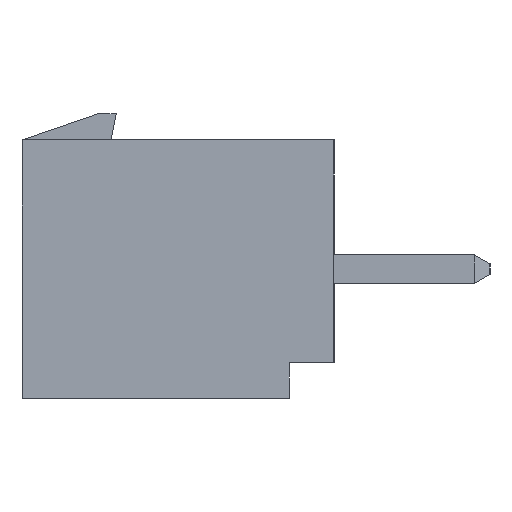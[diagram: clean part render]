
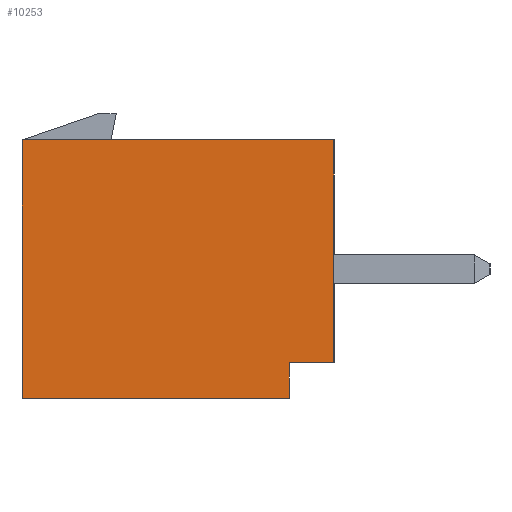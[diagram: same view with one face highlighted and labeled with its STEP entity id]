
A CAD part, left-side view. The second image highlights one B-rep face of the part: STEP entity #10253.
In plain terms, the highlighted planar face has unit normal (-1, 0, 0).
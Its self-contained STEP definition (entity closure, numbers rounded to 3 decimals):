
#30=DIRECTION('',(0.,0.,1.));
#31=VECTOR('',#30,5.);
#32=CARTESIAN_POINT('',(-18.7,0.,-2.1));
#33=LINE('',#32,#31);
#807=DIRECTION('',(0.,1.,0.));
#808=VECTOR('',#807,7.);
#809=CARTESIAN_POINT('',(-18.7,0.,2.9));
#810=LINE('',#809,#808);
#1059=DIRECTION('',(0.,0.,1.));
#1060=VECTOR('',#1059,5.8);
#1061=CARTESIAN_POINT('',(-18.7,7.,-2.9));
#1062=LINE('',#1061,#1060);
#2760=DIRECTION('',(0.,0.,-1.));
#2761=VECTOR('',#2760,0.8);
#2762=CARTESIAN_POINT('',(-18.7,1.,-2.1));
#2763=LINE('',#2762,#2761);
#2767=DIRECTION('',(0.,1.,0.));
#2768=VECTOR('',#2767,6.);
#2769=CARTESIAN_POINT('',(-18.7,1.,-2.9));
#2770=LINE('',#2769,#2768);
#2774=DIRECTION('',(0.,1.,0.));
#2775=VECTOR('',#2774,1.);
#2776=CARTESIAN_POINT('',(-18.7,0.,-2.1));
#2777=LINE('',#2776,#2775);
#6743=CARTESIAN_POINT('',(-18.7,7.,-2.9));
#6744=CARTESIAN_POINT('',(-18.7,7.,2.9));
#6745=VERTEX_POINT('',#6743);
#6746=VERTEX_POINT('',#6744);
#6751=CARTESIAN_POINT('',(-18.7,0.,2.9));
#6752=VERTEX_POINT('',#6751);
#6771=CARTESIAN_POINT('',(-18.7,1.,-2.1));
#6772=CARTESIAN_POINT('',(-18.7,1.,-2.9));
#6773=VERTEX_POINT('',#6771);
#6774=VERTEX_POINT('',#6772);
#6779=CARTESIAN_POINT('',(-18.7,0.,-2.1));
#6780=VERTEX_POINT('',#6779);
#10239=CARTESIAN_POINT('',(-18.7,0.,-2.9));
#10240=DIRECTION('',(-1.,0.,0.));
#10241=DIRECTION('',(0.,0.,1.));
#10242=AXIS2_PLACEMENT_3D('',#10239,#10240,#10241);
#10243=PLANE('',#10242);
#10244=ORIENTED_EDGE('',*,*,#10230,.T.);
#10246=ORIENTED_EDGE('',*,*,#10245,.T.);
#10247=ORIENTED_EDGE('',*,*,#8573,.T.);
#10248=ORIENTED_EDGE('',*,*,#8331,.F.);
#10249=ORIENTED_EDGE('',*,*,#7952,.F.);
#10250=ORIENTED_EDGE('',*,*,#9551,.T.);
#10251=EDGE_LOOP('',(#10244,#10246,#10247,#10248,#10249,#10250));
#10252=FACE_OUTER_BOUND('',#10251,.F.);
#10253=ADVANCED_FACE('',(#10252),#10243,.T.);
#7952=EDGE_CURVE('',#6780,#6752,#33,.T.);
#8331=EDGE_CURVE('',#6752,#6746,#810,.T.);
#8573=EDGE_CURVE('',#6745,#6746,#1062,.T.);
#9551=EDGE_CURVE('',#6780,#6773,#2777,.T.);
#10230=EDGE_CURVE('',#6773,#6774,#2763,.T.);
#10245=EDGE_CURVE('',#6774,#6745,#2770,.T.);
